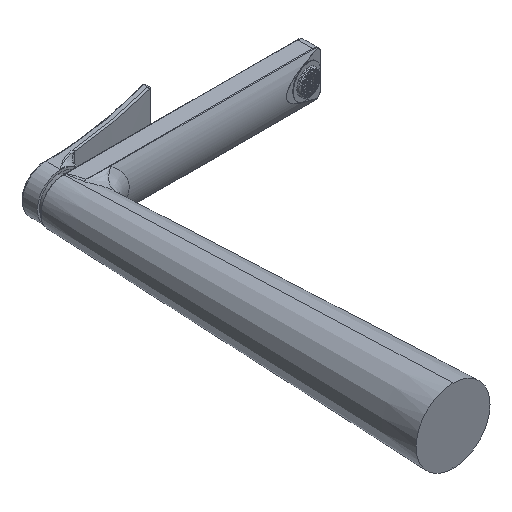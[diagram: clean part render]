
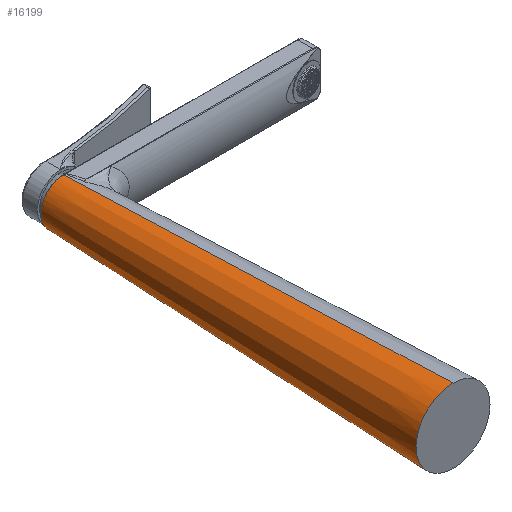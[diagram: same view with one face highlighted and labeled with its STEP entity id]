
A CAD part, isometric view. The second image highlights one B-rep face of the part: STEP entity #16199.
In plain terms, the highlighted conical face has half-angle 2.074 degrees and reference radius 17 mm.
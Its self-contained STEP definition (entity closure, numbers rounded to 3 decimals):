
#124 = DIRECTION ( 'NONE',  ( 0., -1., 0. ) ) ;
#359 = AXIS2_PLACEMENT_3D ( 'NONE', #8301, #17280, #12783 ) ;
#405 = CARTESIAN_POINT ( 'NONE',  ( 0., 140., 17. ) ) ;
#583 = FACE_OUTER_BOUND ( 'NONE', #3515, .T. ) ;
#1900 = CARTESIAN_POINT ( 'NONE',  ( 0., -150., 27.5 ) ) ;
#2485 = DIRECTION ( 'NONE',  ( 0., 1., 0. ) ) ;
#2566 = LINE ( 'NONE', #405, #10542 ) ;
#2673 = CARTESIAN_POINT ( 'NONE',  ( 0., 140., -17. ) ) ;
#3515 = EDGE_LOOP ( 'NONE', ( #18484, #11480, #15780, #16728 ) ) ;
#3815 = VERTEX_POINT ( 'NONE', #7153 ) ;
#4152 = EDGE_CURVE ( 'NONE', #9847, #5207, #2566, .T. ) ;
#4898 = VERTEX_POINT ( 'NONE', #5486 ) ;
#5207 = VERTEX_POINT ( 'NONE', #1900 ) ;
#5308 = CIRCLE ( 'NONE', #17728, 27.5 ) ;
#5486 = CARTESIAN_POINT ( 'NONE',  ( 0., -150., -27.5 ) ) ;
#7133 = CONICAL_SURFACE ( 'NONE', #359, 17., 0.036 ) ;
#7153 = CARTESIAN_POINT ( 'NONE',  ( 0., 139.518, -17.017 ) ) ;
#8301 = CARTESIAN_POINT ( 'NONE',  ( 0., 140., 0. ) ) ;
#8616 = EDGE_CURVE ( 'NONE', #9847, #3815, #13959, .T. ) ;
#9059 = CARTESIAN_POINT ( 'NONE',  ( 0., 139.518, 0. ) ) ;
#9343 = DIRECTION ( 'NONE',  ( 0., -0.999, 0.036 ) ) ;
#9761 = CARTESIAN_POINT ( 'NONE',  ( 0., 139.518, 17.017 ) ) ;
#9847 = VERTEX_POINT ( 'NONE', #9761 ) ;
#10542 = VECTOR ( 'NONE', #9343, 1000. ) ;
#10585 = DIRECTION ( 'NONE',  ( 0., 0., 1. ) ) ;
#11471 = CARTESIAN_POINT ( 'NONE',  ( 0., -150., 0. ) ) ;
#11480 = ORIENTED_EDGE ( 'NONE', *, *, #8616, .T. ) ;
#12783 = DIRECTION ( 'NONE',  ( 0., 0., -1. ) ) ;
#12988 = DIRECTION ( 'NONE',  ( 0., 0., 1. ) ) ;
#13005 = AXIS2_PLACEMENT_3D ( 'NONE', #9059, #124, #10585 ) ;
#13867 = EDGE_CURVE ( 'NONE', #4898, #5207, #5308, .T. ) ;
#13889 = LINE ( 'NONE', #2673, #17385 ) ;
#13959 = CIRCLE ( 'NONE', #13005, 17.017 ) ;
#15780 = ORIENTED_EDGE ( 'NONE', *, *, #17584, .T. ) ;
#16199 = ADVANCED_FACE ( 'NONE', ( #583 ), #7133, .T. ) ;
#16728 = ORIENTED_EDGE ( 'NONE', *, *, #13867, .T. ) ;
#17280 = DIRECTION ( 'NONE',  ( 0., -1., 0. ) ) ;
#17385 = VECTOR ( 'NONE', #19074, 1000. ) ;
#17584 = EDGE_CURVE ( 'NONE', #3815, #4898, #13889, .T. ) ;
#17728 = AXIS2_PLACEMENT_3D ( 'NONE', #11471, #2485, #12988 ) ;
#18484 = ORIENTED_EDGE ( 'NONE', *, *, #4152, .F. ) ;
#19074 = DIRECTION ( 'NONE',  ( 0., -0.999, -0.036 ) ) ;
